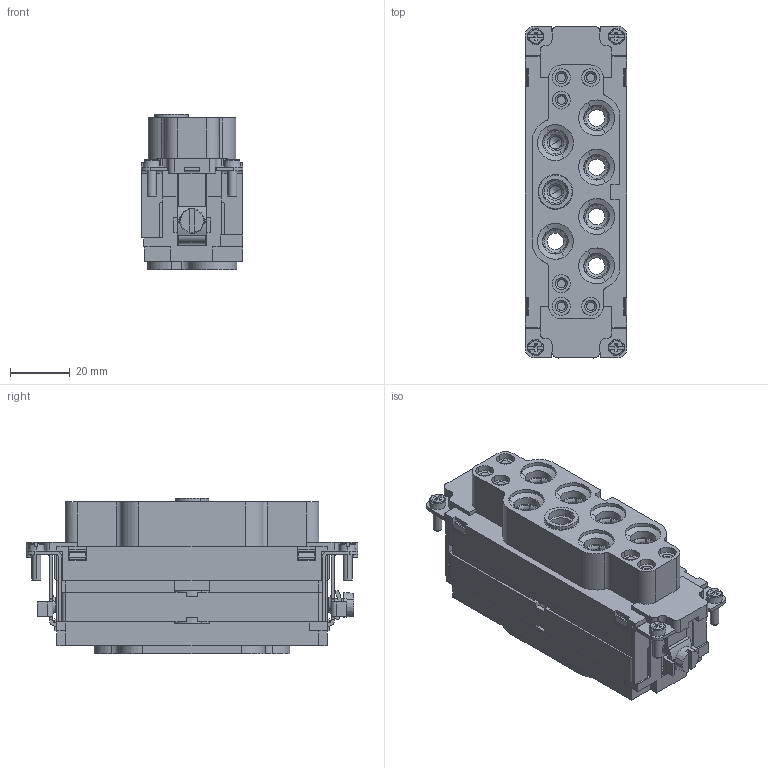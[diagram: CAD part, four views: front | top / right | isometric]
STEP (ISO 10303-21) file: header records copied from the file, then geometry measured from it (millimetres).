
FILE_DESCRIPTION(('CATIA V5 STEP Exchange','CAx-IF Rec.Pracs.--- Model Styling and Organization---1.4--- 2014-01-23'),'2;1');
FILE_NAME ('021727-5_2', '2019-12-09T06:40:24+00:00', ('none'), ('Weidmueller'), 'CATIA Version 5-6 Release 2016 SP3 HF44', 'CATIA V5 STEP AP214', 'none');
FILE_SCHEMA(('AUTOMOTIVE_DESIGN { 1 0 10303 214 1 1 1 1 }'));
Products named in the file (1): 1790020000
Bounding box: 34 x 111 x 52.1 mm (x, y, z)
Volume: 109883.3 mm3; surface area: 56427.5 mm2
Topology: 19 solids, 19 shells, 1692 faces, 4483 edges, 2887 vertices
Faces by surface type: plane 902, cylinder 394, cone 242, torus 154
Entity records: 52037 total; most frequent: CARTESIAN_POINT 12498, ORIENTED_EDGE 8950, DIRECTION 6244, EDGE_CURVE 4475, VERTEX_POINT 2887, VECTOR 2549, LINE 2549, AXIS2_PLACEMENT_3D 2485
